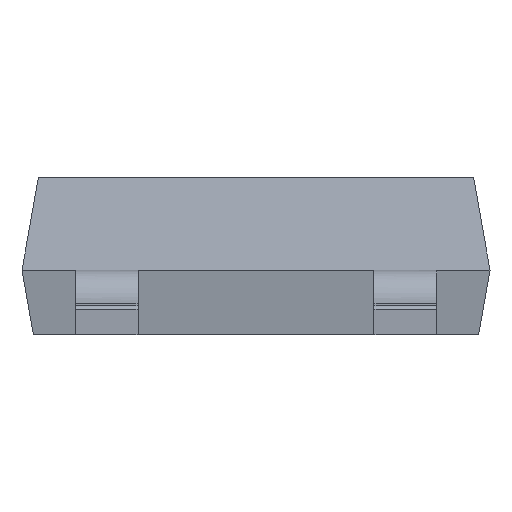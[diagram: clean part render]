
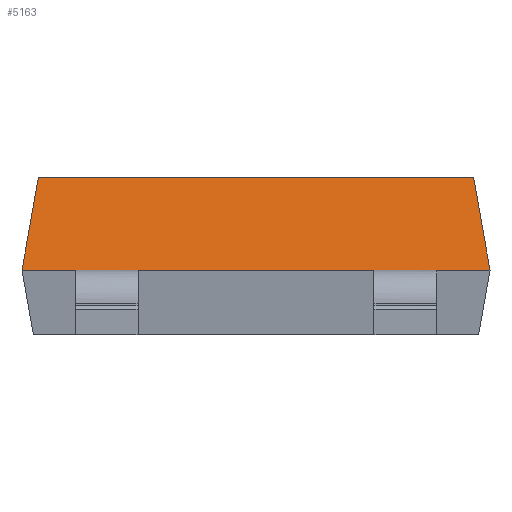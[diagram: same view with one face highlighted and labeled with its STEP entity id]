
A CAD part, left-side view. The second image highlights one B-rep face of the part: STEP entity #5163.
In plain terms, the highlighted free-form (B-spline) face has degree [1, 1] with [2, 2] control points.
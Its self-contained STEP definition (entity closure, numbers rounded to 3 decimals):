
#5128=(
BOUNDED_SURFACE()
B_SPLINE_SURFACE(1,1,((#5129,#5130),(#5131,#5132)),.UNSPECIFIED.,.F.,.F.,.F.)
B_SPLINE_SURFACE_WITH_KNOTS((2,2),(2,2),(0.000,1.000),(0.000,1.000),.UNSPECIFIED.)
GEOMETRIC_REPRESENTATION_ITEM()
RATIONAL_B_SPLINE_SURFACE(((1.,1.),(1.,1.)))
REPRESENTATION_ITEM('')
SURFACE()
);
#5129=CARTESIAN_POINT('',(-0.851,1.5,1.));
#5130=CARTESIAN_POINT('',(-0.851,-1.5,1.));
#5131=CARTESIAN_POINT('',(-0.955,1.5,0.41));
#5132=CARTESIAN_POINT('',(-0.955,-1.5,0.41));
#5133=CARTESIAN_POINT('',(-0.955,1.488,0.41));
#5134=VERTEX_POINT('',#5133);
#5135=(
BOUNDED_CURVE()
B_SPLINE_CURVE(1,(#5136,#5137),.UNSPECIFIED.,.F.,.F.)
B_SPLINE_CURVE_WITH_KNOTS((2,2),(0.000,1.000),.UNSPECIFIED.)
CURVE()
GEOMETRIC_REPRESENTATION_ITEM()
RATIONAL_B_SPLINE_CURVE((1.,1.))
REPRESENTATION_ITEM('')
);
#5136=CARTESIAN_POINT('',(-0.955,1.488,0.41));
#5137=CARTESIAN_POINT('',(-0.851,1.383,1.));
#5138=CARTESIAN_POINT('',(-0.851,1.383,1.));
#5139=VERTEX_POINT('',#5138);
#5140=EDGE_CURVE('',#5134,#5139,#5135,.T.);
#5141=ORIENTED_EDGE('',*,*,#5140,.T.);
#5142=(
BOUNDED_CURVE()
B_SPLINE_CURVE(1,(#5143,#5144),.UNSPECIFIED.,.F.,.F.)
B_SPLINE_CURVE_WITH_KNOTS((2,2),(0.000,1.000),.UNSPECIFIED.)
CURVE()
GEOMETRIC_REPRESENTATION_ITEM()
RATIONAL_B_SPLINE_CURVE((1.,1.))
REPRESENTATION_ITEM('')
);
#5143=CARTESIAN_POINT('',(-0.851,1.383,1.));
#5144=CARTESIAN_POINT('',(-0.851,-1.383,1.));
#5145=CARTESIAN_POINT('',(-0.851,-1.383,1.));
#5146=VERTEX_POINT('',#5145);
#5147=EDGE_CURVE('',#5139,#5146,#5142,.T.);
#5148=ORIENTED_EDGE('',*,*,#5147,.T.);
#5149=(
BOUNDED_CURVE()
B_SPLINE_CURVE(1,(#5150,#5151),.UNSPECIFIED.,.F.,.F.)
B_SPLINE_CURVE_WITH_KNOTS((2,2),(0.000,1.000),.UNSPECIFIED.)
CURVE()
GEOMETRIC_REPRESENTATION_ITEM()
RATIONAL_B_SPLINE_CURVE((1.,1.))
REPRESENTATION_ITEM('')
);
#5150=CARTESIAN_POINT('',(-0.851,-1.383,1.));
#5151=CARTESIAN_POINT('',(-0.955,-1.488,0.41));
#5152=CARTESIAN_POINT('',(-0.955,-1.488,0.41));
#5153=VERTEX_POINT('',#5152);
#5154=EDGE_CURVE('',#5146,#5153,#5149,.T.);
#5155=ORIENTED_EDGE('',*,*,#5154,.T.);
#5156=(
BOUNDED_CURVE()
B_SPLINE_CURVE(1,(#5157,#5158),.UNSPECIFIED.,.F.,.F.)
B_SPLINE_CURVE_WITH_KNOTS((2,2),(0.000,1.000),.UNSPECIFIED.)
CURVE()
GEOMETRIC_REPRESENTATION_ITEM()
RATIONAL_B_SPLINE_CURVE((1.,1.))
REPRESENTATION_ITEM('')
);
#5157=CARTESIAN_POINT('',(-0.955,-1.488,0.41));
#5158=CARTESIAN_POINT('',(-0.955,1.488,0.41));
#5159=EDGE_CURVE('',#5153,#5134,#5156,.T.);
#5160=ORIENTED_EDGE('',*,*,#5159,.T.);
#5161=EDGE_LOOP('',(#5141,#5148,#5155,#5160));
#5162=FACE_OUTER_BOUND('',#5161,.T.);
#5163=ADVANCED_FACE('',(#5162),#5128,.T.);
